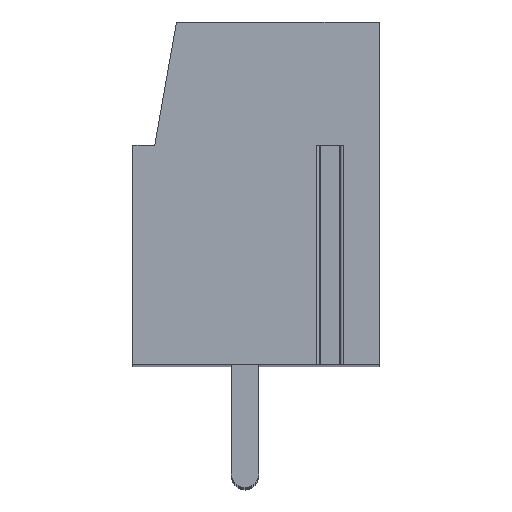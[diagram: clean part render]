
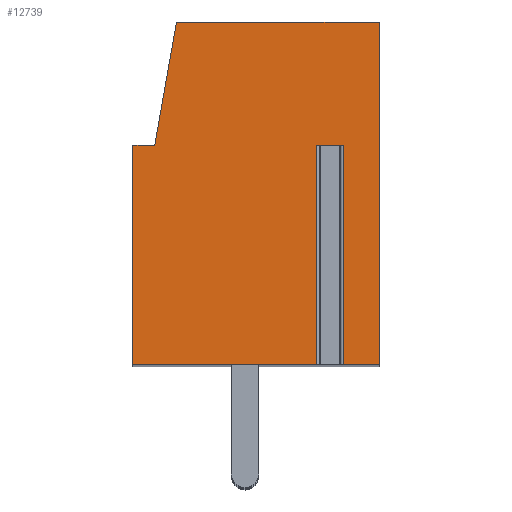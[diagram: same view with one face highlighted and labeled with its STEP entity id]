
A CAD part, top view. The second image highlights one B-rep face of the part: STEP entity #12739.
In plain terms, the highlighted planar face has unit normal (0, 0, 1).
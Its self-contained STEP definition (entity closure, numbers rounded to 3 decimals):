
#341=DIRECTION('',(-1.,0.,0.));
#342=VECTOR('',#341,0.958);
#343=CARTESIAN_POINT('',(3.179,1.75,52.5));
#344=LINE('',#343,#342);
#345=DIRECTION('',(0.,-1.,0.));
#346=VECTOR('',#345,8.);
#347=CARTESIAN_POINT('',(2.221,1.75,52.5));
#348=LINE('',#347,#346);
#349=DIRECTION('',(1.,0.,0.));
#350=VECTOR('',#349,6.721);
#351=CARTESIAN_POINT('',(-4.5,-6.25,52.5));
#352=LINE('',#351,#350);
#353=DIRECTION('',(0.,-1.,0.));
#354=VECTOR('',#353,8.);
#355=CARTESIAN_POINT('',(-4.5,1.75,52.5));
#356=LINE('',#355,#354);
#357=DIRECTION('',(-1.,0.,0.));
#358=VECTOR('',#357,0.8);
#359=CARTESIAN_POINT('',(-3.7,1.75,52.5));
#360=LINE('',#359,#358);
#361=DIRECTION('',(-0.174,-0.985,0.));
#362=VECTOR('',#361,4.569);
#363=CARTESIAN_POINT('',(-2.907,6.25,52.5));
#364=LINE('',#363,#362);
#365=DIRECTION('',(-1.,0.,0.));
#366=VECTOR('',#365,7.407);
#367=CARTESIAN_POINT('',(4.5,6.25,52.5));
#368=LINE('',#367,#366);
#369=DIRECTION('',(0.,1.,0.));
#370=VECTOR('',#369,12.5);
#371=CARTESIAN_POINT('',(4.5,-6.25,52.5));
#372=LINE('',#371,#370);
#373=DIRECTION('',(1.,0.,0.));
#374=VECTOR('',#373,1.321);
#375=CARTESIAN_POINT('',(3.179,-6.25,52.5));
#376=LINE('',#375,#374);
#377=DIRECTION('',(0.,-1.,0.));
#378=VECTOR('',#377,8.);
#379=CARTESIAN_POINT('',(3.179,1.75,52.5));
#380=LINE('',#379,#378);
#9721=CARTESIAN_POINT('',(4.5,-6.25,52.5));
#9722=CARTESIAN_POINT('',(4.5,6.25,52.5));
#9723=VERTEX_POINT('',#9721);
#9724=VERTEX_POINT('',#9722);
#9725=CARTESIAN_POINT('',(-2.907,6.25,52.5));
#9726=VERTEX_POINT('',#9725);
#9727=CARTESIAN_POINT('',(-3.7,1.75,52.5));
#9728=VERTEX_POINT('',#9727);
#9729=CARTESIAN_POINT('',(-4.5,1.75,52.5));
#9730=VERTEX_POINT('',#9729);
#9731=CARTESIAN_POINT('',(-4.5,-6.25,52.5));
#9732=VERTEX_POINT('',#9731);
#9777=CARTESIAN_POINT('',(3.179,1.75,52.5));
#9778=CARTESIAN_POINT('',(2.221,1.75,52.5));
#9779=VERTEX_POINT('',#9777);
#9780=VERTEX_POINT('',#9778);
#9781=CARTESIAN_POINT('',(3.179,-6.25,52.5));
#9782=VERTEX_POINT('',#9781);
#9783=CARTESIAN_POINT('',(2.221,-6.25,52.5));
#9784=VERTEX_POINT('',#9783);
#12715=CARTESIAN_POINT('',(0.,0.,52.5));
#12716=DIRECTION('',(0.,0.,1.));
#12717=DIRECTION('',(1.,0.,0.));
#12718=AXIS2_PLACEMENT_3D('',#12715,#12716,#12717);
#12719=PLANE('',#12718);
#12721=ORIENTED_EDGE('',*,*,#12720,.T.);
#12722=ORIENTED_EDGE('',*,*,#12706,.T.);
#12723=ORIENTED_EDGE('',*,*,#12537,.F.);
#12725=ORIENTED_EDGE('',*,*,#12724,.F.);
#12727=ORIENTED_EDGE('',*,*,#12726,.F.);
#12729=ORIENTED_EDGE('',*,*,#12728,.F.);
#12731=ORIENTED_EDGE('',*,*,#12730,.F.);
#12733=ORIENTED_EDGE('',*,*,#12732,.F.);
#12734=ORIENTED_EDGE('',*,*,#12516,.F.);
#12736=ORIENTED_EDGE('',*,*,#12735,.F.);
#12737=EDGE_LOOP('',(#12721,#12722,#12723,#12725,#12727,#12729,#12731,#12733,
#12734,#12736));
#12738=FACE_OUTER_BOUND('',#12737,.F.);
#12516=EDGE_CURVE('',#9782,#9723,#376,.T.);
#12537=EDGE_CURVE('',#9732,#9784,#352,.T.);
#12706=EDGE_CURVE('',#9780,#9784,#348,.T.);
#12720=EDGE_CURVE('',#9779,#9780,#344,.T.);
#12724=EDGE_CURVE('',#9730,#9732,#356,.T.);
#12726=EDGE_CURVE('',#9728,#9730,#360,.T.);
#12728=EDGE_CURVE('',#9726,#9728,#364,.T.);
#12730=EDGE_CURVE('',#9724,#9726,#368,.T.);
#12732=EDGE_CURVE('',#9723,#9724,#372,.T.);
#12735=EDGE_CURVE('',#9779,#9782,#380,.T.);
#12739=ADVANCED_FACE('',(#12738),#12719,.T.);
